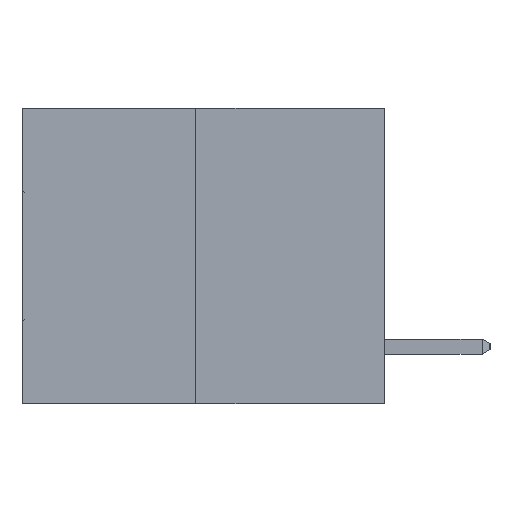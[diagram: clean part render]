
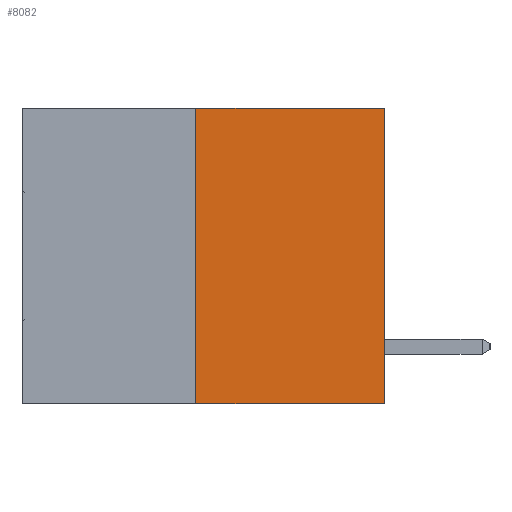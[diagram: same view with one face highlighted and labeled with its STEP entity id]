
A CAD part, left-side view. The second image highlights one B-rep face of the part: STEP entity #8082.
In plain terms, the highlighted planar face has unit normal (-1, 0, 0).
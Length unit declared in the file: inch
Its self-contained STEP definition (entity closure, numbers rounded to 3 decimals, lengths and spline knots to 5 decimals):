
#2640 = VECTOR ( 'NONE', #28716, 39.37008 ) ;
#3650 = LINE ( 'NONE', #26743, #22260 ) ;
#4089 = LINE ( 'NONE', #10801, #21172 ) ;
#6079 = LINE ( 'NONE', #11493, #2640 ) ;
#6760 = ORIENTED_EDGE ( 'NONE', *, *, #10289, .F. ) ;
#7867 = VERTEX_POINT ( 'NONE', #17406 ) ;
#8082 = ADVANCED_FACE ( 'NONE', ( #20459 ), #28057, .F. ) ;
#9133 = DIRECTION ( 'NONE',  ( 0., 0., 1. ) ) ;
#9192 = VERTEX_POINT ( 'NONE', #25497 ) ;
#10289 = EDGE_CURVE ( 'NONE', #9192, #7867, #6079, .T. ) ;
#10801 = CARTESIAN_POINT ( 'NONE',  ( 0., 0., 0. ) ) ;
#10978 = VECTOR ( 'NONE', #28080, 39.37008 ) ;
#11493 = CARTESIAN_POINT ( 'NONE',  ( 0., 0.6, 0. ) ) ;
#17406 = CARTESIAN_POINT ( 'NONE',  ( 0., 0., 0. ) ) ;
#18052 = VERTEX_POINT ( 'NONE', #20048 ) ;
#18323 = DIRECTION ( 'NONE',  ( 0., 0., 1. ) ) ;
#19983 = ORIENTED_EDGE ( 'NONE', *, *, #28912, .T. ) ;
#20048 = CARTESIAN_POINT ( 'NONE',  ( 0., 0., -0.49 ) ) ;
#20459 = FACE_OUTER_BOUND ( 'NONE', #27180, .T. ) ;
#20545 = CARTESIAN_POINT ( 'NONE',  ( 0., 0.6, -0.49 ) ) ;
#21172 = VECTOR ( 'NONE', #18323, 39.37008 ) ;
#21408 = ORIENTED_EDGE ( 'NONE', *, *, #22697, .F. ) ;
#22260 = VECTOR ( 'NONE', #9133, 39.37008 ) ;
#22697 = EDGE_CURVE ( 'NONE', #27708, #9192, #3650, .T. ) ;
#22933 = AXIS2_PLACEMENT_3D ( 'NONE', #30474, #31223, #23445 ) ;
#23445 = DIRECTION ( 'NONE',  ( 0., 0., -1. ) ) ;
#25497 = CARTESIAN_POINT ( 'NONE',  ( 0., 0.312, 0. ) ) ;
#26000 = CARTESIAN_POINT ( 'NONE',  ( 0., 0.312, -0.49 ) ) ;
#26743 = CARTESIAN_POINT ( 'NONE',  ( 0., 0.312, -0.49 ) ) ;
#27180 = EDGE_LOOP ( 'NONE', ( #21408, #19983, #31559, #6760 ) ) ;
#27708 = VERTEX_POINT ( 'NONE', #26000 ) ;
#27737 = LINE ( 'NONE', #20545, #10978 ) ;
#28057 = PLANE ( 'NONE',  #22933 ) ;
#28080 = DIRECTION ( 'NONE',  ( 0., -1., 0. ) ) ;
#28332 = EDGE_CURVE ( 'NONE', #18052, #7867, #4089, .T. ) ;
#28716 = DIRECTION ( 'NONE',  ( 0., -1., 0. ) ) ;
#28912 = EDGE_CURVE ( 'NONE', #27708, #18052, #27737, .T. ) ;
#30474 = CARTESIAN_POINT ( 'NONE',  ( 0., 0.6, 0. ) ) ;
#31223 = DIRECTION ( 'NONE',  ( 1., 0., 0. ) ) ;
#31559 = ORIENTED_EDGE ( 'NONE', *, *, #28332, .T. ) ;
